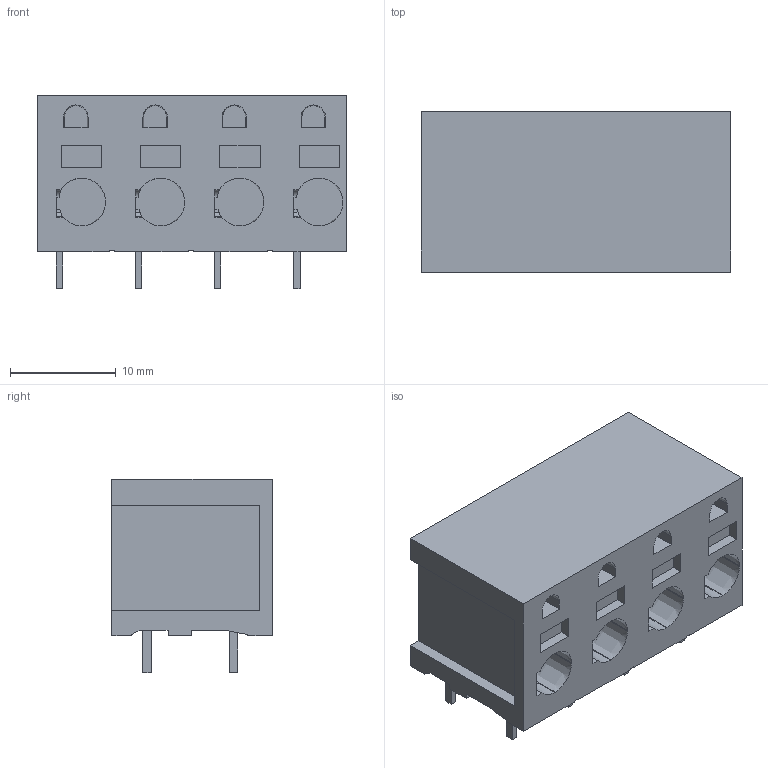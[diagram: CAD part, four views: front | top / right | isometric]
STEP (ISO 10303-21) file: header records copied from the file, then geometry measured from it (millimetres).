
FILE_DESCRIPTION(('CATIA V5R24 STEP','CAx-IF Rec.Pracs.--- Model Styling and Organization---1.4--- 2014-01-23'),'2;1');
FILE_NAME ('1115296-1_0', '2020-02-04T07:33:04+00:00', ('Weidmueller Interface'), ('Weidmueller'), 'CATIA Version 5-6 Release 2016 SP3 HF44', 'CATIA V5 STEP AP214', 'none');
FILE_SCHEMA(('AUTOMOTIVE_DESIGN { 1 0 10303 214 1 1 1 1 }'));
Length unit declared in the file: millimetre
Products named in the file (1): 2667440000
Bounding box: 29.3 x 15.2 x 18.3 mm (x, y, z)
Volume: 6005.8 mm3; surface area: 2756.9 mm2
Topology: 9 solids, 9 shells, 264 faces, 686 edges, 452 vertices
Faces by surface type: plane 204, extrusion 44, cylinder 12, cone 4
Entity records: 8235 total; most frequent: CARTESIAN_POINT 2190, ORIENTED_EDGE 1372, DIRECTION 943, EDGE_CURVE 686, VECTOR 615, LINE 571, VERTEX_POINT 452, EDGE_LOOP 276
